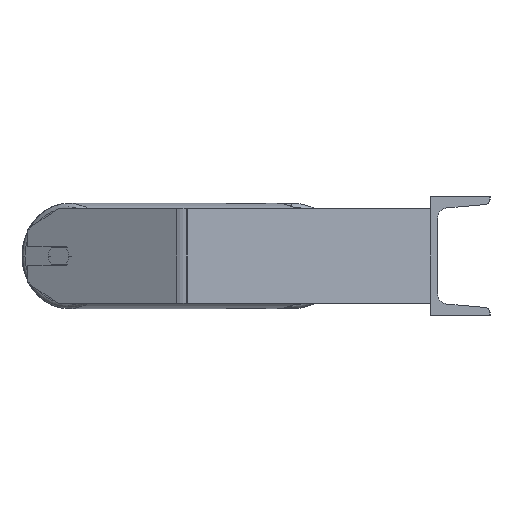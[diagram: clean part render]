
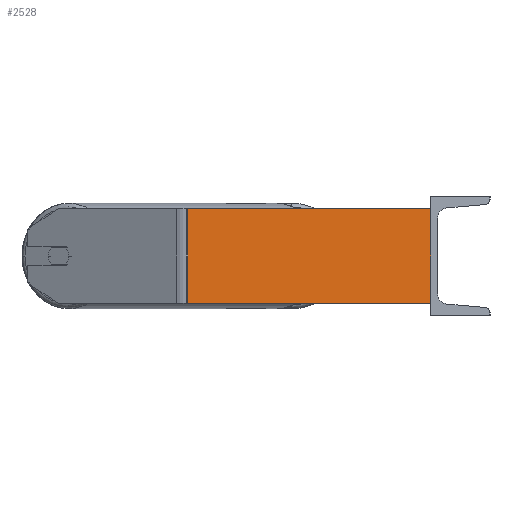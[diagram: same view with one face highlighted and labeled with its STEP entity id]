
A CAD part, left-side view. The second image highlights one B-rep face of the part: STEP entity #2528.
In plain terms, the highlighted planar face has unit normal (-0.996, -0.087, 0).
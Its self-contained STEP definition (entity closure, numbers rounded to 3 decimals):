
#83 = LINE ( 'NONE', #5013, #2644 ) ;
#125 = ORIENTED_EDGE ( 'NONE', *, *, #5467, .F. ) ;
#331 = EDGE_CURVE ( 'NONE', #695, #6377, #533, .T. ) ;
#390 = CARTESIAN_POINT ( 'NONE',  ( -602.903, 204.632, 40. ) ) ;
#486 = DIRECTION ( 'NONE',  ( 0., 0., -1. ) ) ;
#533 = LINE ( 'NONE', #3354, #6577 ) ;
#680 = VECTOR ( 'NONE', #8285, 1000. ) ;
#695 = VERTEX_POINT ( 'NONE', #3610 ) ;
#700 = EDGE_CURVE ( 'NONE', #5825, #1025, #7812, .T. ) ;
#1025 = VERTEX_POINT ( 'NONE', #5022 ) ;
#1430 = DIRECTION ( 'NONE',  ( 0., 0., -1. ) ) ;
#1929 = CARTESIAN_POINT ( 'NONE',  ( -602.903, 204.632, 40. ) ) ;
#1995 = LINE ( 'NONE', #390, #8102 ) ;
#2409 = EDGE_LOOP ( 'NONE', ( #2969, #125, #4212, #4458 ) ) ;
#2528 = ADVANCED_FACE ( 'NONE', ( #8344 ), #2669, .F. ) ;
#2644 = VECTOR ( 'NONE', #1430, 1000. ) ;
#2669 = PLANE ( 'NONE',  #7201 ) ;
#2969 = ORIENTED_EDGE ( 'NONE', *, *, #331, .T. ) ;
#3354 = CARTESIAN_POINT ( 'NONE',  ( -603.343, 209.658, -40. ) ) ;
#3610 = CARTESIAN_POINT ( 'NONE',  ( -602.903, 204.632, -40. ) ) ;
#4212 = ORIENTED_EDGE ( 'NONE', *, *, #700, .F. ) ;
#4304 = CARTESIAN_POINT ( 'NONE',  ( -585., 0., -40. ) ) ;
#4458 = ORIENTED_EDGE ( 'NONE', *, *, #8787, .T. ) ;
#5013 = CARTESIAN_POINT ( 'NONE',  ( -585., 0., 40. ) ) ;
#5022 = CARTESIAN_POINT ( 'NONE',  ( -585., 0., 40. ) ) ;
#5460 = DIRECTION ( 'NONE',  ( 0.996, 0.087, 0. ) ) ;
#5467 = EDGE_CURVE ( 'NONE', #1025, #6377, #83, .T. ) ;
#5825 = VERTEX_POINT ( 'NONE', #1929 ) ;
#6188 = DIRECTION ( 'NONE',  ( 0.087, -0.996, 0. ) ) ;
#6377 = VERTEX_POINT ( 'NONE', #4304 ) ;
#6577 = VECTOR ( 'NONE', #6188, 1000. ) ;
#7201 = AXIS2_PLACEMENT_3D ( 'NONE', #7523, #5460, #7570 ) ;
#7523 = CARTESIAN_POINT ( 'NONE',  ( -603.343, 209.658, 40. ) ) ;
#7570 = DIRECTION ( 'NONE',  ( -0.087, 0.996, 0. ) ) ;
#7812 = LINE ( 'NONE', #8540, #680 ) ;
#8102 = VECTOR ( 'NONE', #486, 1000. ) ;
#8285 = DIRECTION ( 'NONE',  ( 0.087, -0.996, 0. ) ) ;
#8344 = FACE_OUTER_BOUND ( 'NONE', #2409, .T. ) ;
#8540 = CARTESIAN_POINT ( 'NONE',  ( -603.343, 209.658, 40. ) ) ;
#8787 = EDGE_CURVE ( 'NONE', #5825, #695, #1995, .T. ) ;
